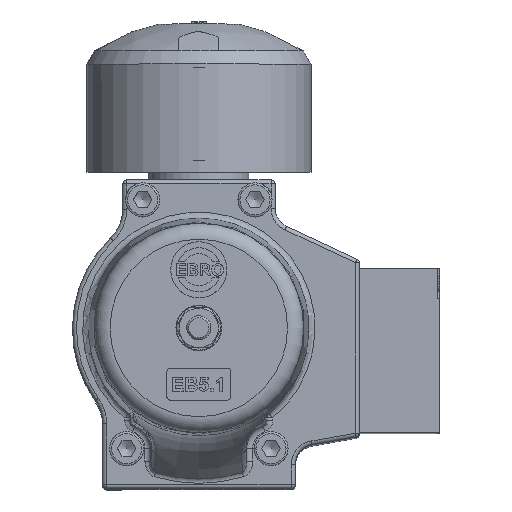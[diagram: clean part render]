
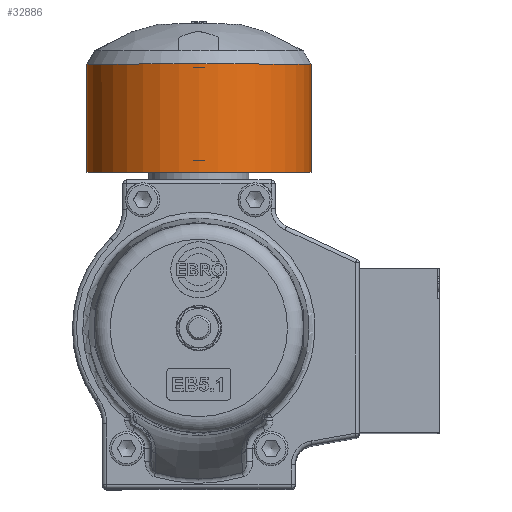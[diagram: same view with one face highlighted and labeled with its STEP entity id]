
A CAD part, top view. The second image highlights one B-rep face of the part: STEP entity #32886.
In plain terms, the highlighted cylindrical face has radius 28 mm (diameter 56 mm), a full revolution.
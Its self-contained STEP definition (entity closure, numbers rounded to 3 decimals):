
#5807=B_SPLINE_CURVE_WITH_KNOTS('',3,(#53952,#53953,#53954,#53955,#53956,
#53957,#53958,#53959,#53960,#53961,#53962,#53963,#53964,#53965,#53966,#53967,
#53968,#53969,#53970,#53971,#53972,#53973,#53974,#53975,#53976,#53977,#53978,
#53979,#53980,#53981,#53982,#53983,#53984,#53985),.UNSPECIFIED.,.T.,.F.,
(4,2,2,2,2,2,2,2,2,2,2,2,2,2,2,2,4),(0.,0.104,0.207,
0.311,0.415,0.518,0.622,
0.726,0.829,0.933,1.037,
1.14,1.244,1.348,1.451,1.555,
1.659),.UNSPECIFIED.);
#8398=CYLINDRICAL_SURFACE('',#35305,28.);
#8816=FACE_BOUND('',#11934,.T.);
#8817=FACE_BOUND('',#11935,.T.);
#9854=FACE_OUTER_BOUND('',#11933,.T.);
#11933=EDGE_LOOP('',(#25945));
#11934=EDGE_LOOP('',(#25946));
#11935=EDGE_LOOP('',(#25947));
#13842=CIRCLE('',#35306,28.);
#13843=CIRCLE('',#35307,28.);
#15917=VERTEX_POINT('',#53951);
#16027=VERTEX_POINT('',#54414);
#16028=VERTEX_POINT('',#54416);
#19440=EDGE_CURVE('',#15917,#15917,#5807,.T.);
#19657=EDGE_CURVE('',#16027,#16027,#13842,.T.);
#19658=EDGE_CURVE('',#16028,#16028,#13843,.T.);
#25945=ORIENTED_EDGE('',*,*,#19657,.T.);
#25946=ORIENTED_EDGE('',*,*,#19440,.T.);
#25947=ORIENTED_EDGE('',*,*,#19658,.F.);
#32886=ADVANCED_FACE('',(#9854,#8816,#8817),#8398,.T.);
#35305=AXIS2_PLACEMENT_3D('',#54413,#40855,#40856);
#35306=AXIS2_PLACEMENT_3D('',#54415,#40857,#40858);
#35307=AXIS2_PLACEMENT_3D('',#54417,#40859,#40860);
#40855=DIRECTION('center_axis',(0.,-1.,0.));
#40856=DIRECTION('ref_axis',(0.,0.,1.));
#40857=DIRECTION('center_axis',(0.,-1.,0.));
#40858=DIRECTION('ref_axis',(0.924,0.,-0.383));
#40859=DIRECTION('center_axis',(0.,-1.,0.));
#40860=DIRECTION('ref_axis',(0.,0.,1.));
#53951=CARTESIAN_POINT('',(5.619,55.854,-11.626));
#53952=CARTESIAN_POINT('Ctrl Pts',(5.619,55.854,-11.626));
#53953=CARTESIAN_POINT('Ctrl Pts',(5.619,56.199,-11.626));
#53954=CARTESIAN_POINT('Ctrl Pts',(5.575,56.568,-11.68));
#53955=CARTESIAN_POINT('Ctrl Pts',(5.395,57.245,-11.897));
#53956=CARTESIAN_POINT('Ctrl Pts',(5.258,57.554,-12.059));
#53957=CARTESIAN_POINT('Ctrl Pts',(4.937,58.042,-12.428));
#53958=CARTESIAN_POINT('Ctrl Pts',(4.731,58.254,-12.659));
#53959=CARTESIAN_POINT('Ctrl Pts',(4.27,58.535,-13.157));
#53960=CARTESIAN_POINT('Ctrl Pts',(4.014,58.604,-13.422));
#53961=CARTESIAN_POINT('Ctrl Pts',(3.526,58.604,-13.911));
#53962=CARTESIAN_POINT('Ctrl Pts',(3.26,58.535,-14.166));
#53963=CARTESIAN_POINT('Ctrl Pts',(2.763,58.254,-14.627));
#53964=CARTESIAN_POINT('Ctrl Pts',(2.532,58.042,-14.833));
#53965=CARTESIAN_POINT('Ctrl Pts',(2.163,57.554,-15.154));
#53966=CARTESIAN_POINT('Ctrl Pts',(2.,57.245,-15.291));
#53967=CARTESIAN_POINT('Ctrl Pts',(1.784,56.568,-15.471));
#53968=CARTESIAN_POINT('Ctrl Pts',(1.73,56.199,-15.515));
#53969=CARTESIAN_POINT('Ctrl Pts',(1.73,55.508,-15.515));
#53970=CARTESIAN_POINT('Ctrl Pts',(1.784,55.14,-15.471));
#53971=CARTESIAN_POINT('Ctrl Pts',(2.,54.462,-15.291));
#53972=CARTESIAN_POINT('Ctrl Pts',(2.163,54.153,-15.154));
#53973=CARTESIAN_POINT('Ctrl Pts',(2.532,53.665,-14.833));
#53974=CARTESIAN_POINT('Ctrl Pts',(2.763,53.453,-14.627));
#53975=CARTESIAN_POINT('Ctrl Pts',(3.26,53.173,-14.166));
#53976=CARTESIAN_POINT('Ctrl Pts',(3.526,53.104,-13.911));
#53977=CARTESIAN_POINT('Ctrl Pts',(4.014,53.104,-13.422));
#53978=CARTESIAN_POINT('Ctrl Pts',(4.27,53.173,-13.157));
#53979=CARTESIAN_POINT('Ctrl Pts',(4.731,53.453,-12.659));
#53980=CARTESIAN_POINT('Ctrl Pts',(4.937,53.665,-12.428));
#53981=CARTESIAN_POINT('Ctrl Pts',(5.258,54.153,-12.059));
#53982=CARTESIAN_POINT('Ctrl Pts',(5.395,54.462,-11.897));
#53983=CARTESIAN_POINT('Ctrl Pts',(5.575,55.14,-11.68));
#53984=CARTESIAN_POINT('Ctrl Pts',(5.619,55.508,-11.626));
#53985=CARTESIAN_POINT('Ctrl Pts',(5.619,55.854,-11.626));
#54413=CARTESIAN_POINT('Origin',(-16.029,49.354,6.133));
#54414=CARTESIAN_POINT('',(11.521,61.854,11.133));
#54415=CARTESIAN_POINT('Origin',(-16.029,61.854,6.133));
#54416=CARTESIAN_POINT('',(-16.029,34.854,34.133));
#54417=CARTESIAN_POINT('Origin',(-16.029,34.854,6.133));
